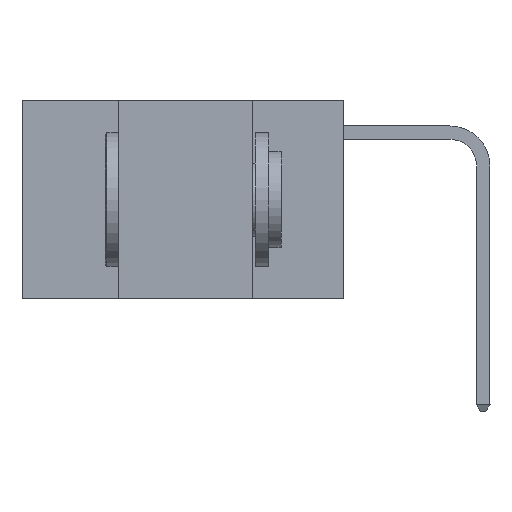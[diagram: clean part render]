
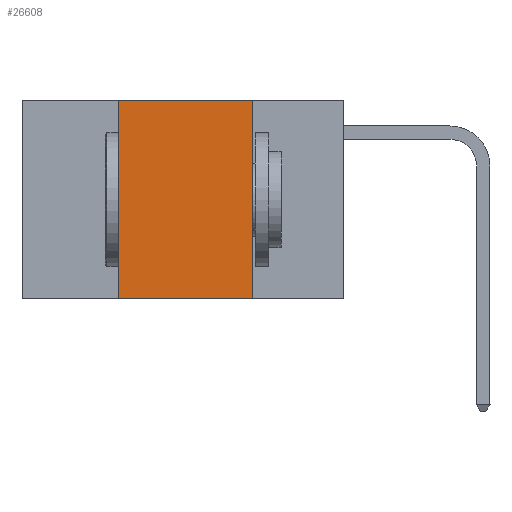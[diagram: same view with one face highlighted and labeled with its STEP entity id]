
A CAD part, left-side view. The second image highlights one B-rep face of the part: STEP entity #26608.
In plain terms, the highlighted planar face has unit normal (-1, 0, 0).
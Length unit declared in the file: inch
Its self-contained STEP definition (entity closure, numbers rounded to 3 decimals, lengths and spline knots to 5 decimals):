
#27 = CARTESIAN_POINT ( 'NONE',  ( 0., 0.42, -0.37 ) ) ;
#321 = DIRECTION ( 'NONE',  ( 0., 0., 1. ) ) ;
#3373 = ORIENTED_EDGE ( 'NONE', *, *, #29255, .F. ) ;
#3567 = CARTESIAN_POINT ( 'NONE',  ( 0., 0.6, 0. ) ) ;
#3598 = LINE ( 'NONE', #15271, #18052 ) ;
#4276 = FACE_OUTER_BOUND ( 'NONE', #15833, .T. ) ;
#5181 = ORIENTED_EDGE ( 'NONE', *, *, #26806, .T. ) ;
#5258 = VERTEX_POINT ( 'NONE', #27 ) ;
#5326 = VECTOR ( 'NONE', #24156, 39.37008 ) ;
#7036 = CARTESIAN_POINT ( 'NONE',  ( 0., 0.6, -0.37 ) ) ;
#7547 = ORIENTED_EDGE ( 'NONE', *, *, #20492, .F. ) ;
#7687 = LINE ( 'NONE', #11983, #12073 ) ;
#8000 = CARTESIAN_POINT ( 'NONE',  ( 0., 0.42, 0. ) ) ;
#8887 = DIRECTION ( 'NONE',  ( 1., 0., 0. ) ) ;
#10793 = VERTEX_POINT ( 'NONE', #20500 ) ;
#10880 = CARTESIAN_POINT ( 'NONE',  ( 0., 0.6, 0. ) ) ;
#10985 = CARTESIAN_POINT ( 'NONE',  ( 0., 0.17, 0. ) ) ;
#11496 = EDGE_CURVE ( 'NONE', #16004, #18121, #27022, .T. ) ;
#11983 = CARTESIAN_POINT ( 'NONE',  ( 0., 0.42, 0. ) ) ;
#12073 = VECTOR ( 'NONE', #321, 39.37008 ) ;
#15271 = CARTESIAN_POINT ( 'NONE',  ( 0., 0.17, 0. ) ) ;
#15833 = EDGE_LOOP ( 'NONE', ( #3373, #30201, #7547, #5181 ) ) ;
#16004 = VERTEX_POINT ( 'NONE', #8000 ) ;
#16723 = VECTOR ( 'NONE', #24279, 39.37008 ) ;
#18052 = VECTOR ( 'NONE', #24609, 39.37008 ) ;
#18121 = VERTEX_POINT ( 'NONE', #10985 ) ;
#20234 = DIRECTION ( 'NONE',  ( 0., 0., -1. ) ) ;
#20492 = EDGE_CURVE ( 'NONE', #5258, #16004, #7687, .T. ) ;
#20500 = CARTESIAN_POINT ( 'NONE',  ( 0., 0.17, -0.37 ) ) ;
#20987 = LINE ( 'NONE', #7036, #5326 ) ;
#24156 = DIRECTION ( 'NONE',  ( 0., -1., 0. ) ) ;
#24279 = DIRECTION ( 'NONE',  ( 0., -1., 0. ) ) ;
#24368 = AXIS2_PLACEMENT_3D ( 'NONE', #10880, #8887, #20234 ) ;
#24609 = DIRECTION ( 'NONE',  ( 0., 0., -1. ) ) ;
#26608 = ADVANCED_FACE ( 'NONE', ( #4276 ), #27720, .F. ) ;
#26806 = EDGE_CURVE ( 'NONE', #5258, #10793, #20987, .T. ) ;
#27022 = LINE ( 'NONE', #3567, #16723 ) ;
#27720 = PLANE ( 'NONE',  #24368 ) ;
#29255 = EDGE_CURVE ( 'NONE', #18121, #10793, #3598, .T. ) ;
#30201 = ORIENTED_EDGE ( 'NONE', *, *, #11496, .F. ) ;
